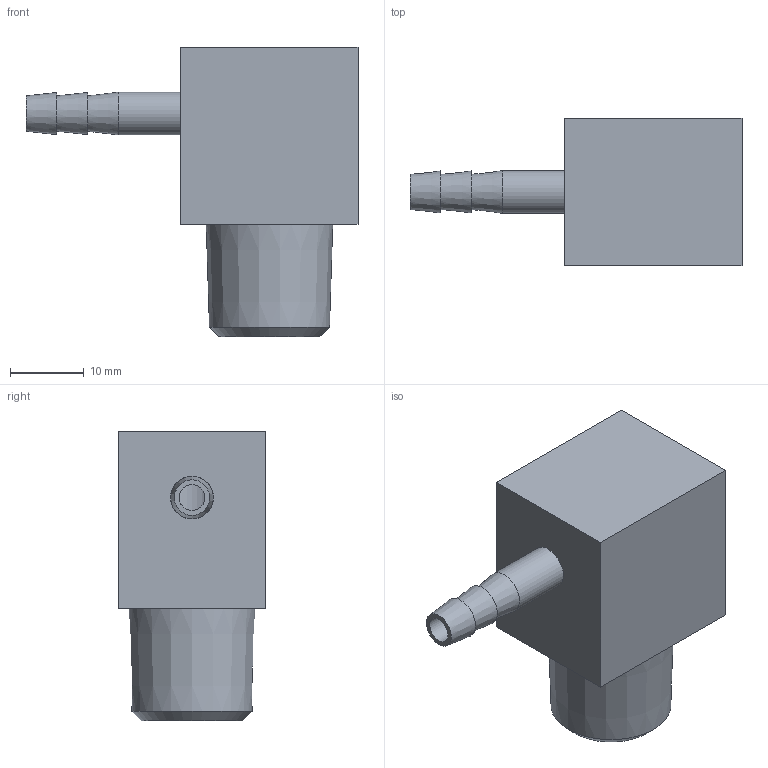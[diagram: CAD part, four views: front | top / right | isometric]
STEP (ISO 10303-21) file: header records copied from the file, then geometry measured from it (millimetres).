
FILE_DESCRIPTION(/* description */ (''),/* implementation_level */ '2;1');
FILE_NAME(/* name */ '3T250MN4038xx_gedreht.stp',/* time_stamp */ '2019-01-15T13:01:08+01:00',/* author */ ('aruf'),/* organization */ (''),/* preprocessor_version */ 'ST-DEVELOPER v17',/* originating_system */ 'Autodesk Inventor 2018',/* authorisation */ '');
FILE_SCHEMA (('AUTOMOTIVE_DESIGN { 1 0 10303 214 3 1 1 }'));
Length unit declared in the file: millimetre
Products named in the file (1): 3T250MN4038xx_gedreht
Bounding box: 45 x 20 x 39.26 mm (x, y, z)
Volume: 13420.1 mm3; surface area: 5283.4 mm2
Topology: 1 solids, 1 shells, 19 faces, 48 edges, 35 vertices
Faces by surface type: plane 11, cone 5, cylinder 3
Full cylindrical faces by diameter (mm): 3.5 x1, 5.8 x1, 8 x1
Entity records: 672 total; most frequent: CARTESIAN_POINT 139, DIRECTION 110, ORIENTED_EDGE 96, EDGE_CURVE 48, AXIS2_PLACEMENT_3D 45, VERTEX_POINT 35, EDGE_LOOP 25, CIRCLE 25
